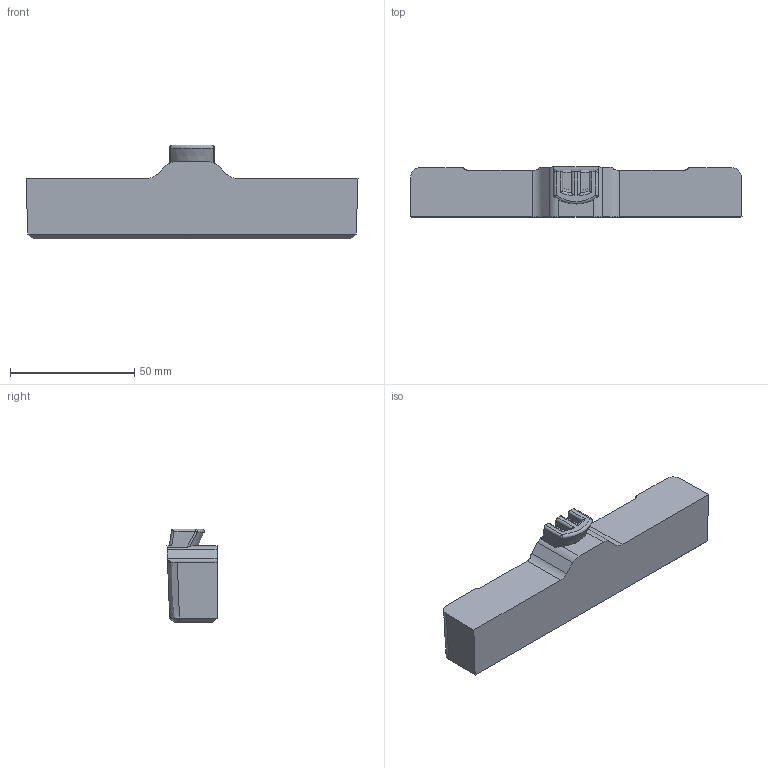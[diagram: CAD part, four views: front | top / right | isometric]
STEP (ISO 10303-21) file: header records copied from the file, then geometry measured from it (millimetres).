
FILE_DESCRIPTION(/* description */ ('','CAx-IF Rec.Pracs.---Representation and Presentation of Product Manufacturing Information (PMI)---4.0---2014-10-13'),/* implementation_level */ '2;1');
FILE_NAME(/* name */ 'MK2_T-Loc-Bin-Base.stp',/* time_stamp */ '2025-08-16T10:10:34+02:00',/* author */ ('Capturing Dust'),/* organization */ ('Makerr.Studio'),/* preprocessor_version */ 'ST-DEVELOPER v18.1',/* originating_system */ 'Autodesk Inventor 2021',/* authorisation */ '');
FILE_SCHEMA (('AP242_MANAGED_MODEL_BASED_3D_ENGINEERING_MIM_LF { 1 0 10303 442 1 1 4 }'));
Length unit declared in the file: millimetre
Products named in the file (1): MK2_T-Loc-Bin-Base
Bounding box: 133.58 x 20.14 x 37.8 mm (x, y, z)
Volume: 65411.2 mm3; surface area: 13019.8 mm2
Topology: 1 solids, 1 shells, 69 faces, 189 edges, 122 vertices
Faces by surface type: plane 25, cylinder 22, bspline 14, torus 3, cone 3, sphere 2
Entity records: 2659 total; most frequent: CARTESIAN_POINT 973, ORIENTED_EDGE 378, DIRECTION 298, EDGE_CURVE 189, VERTEX_POINT 122, AXIS2_PLACEMENT_3D 105, LINE 88, VECTOR 88
